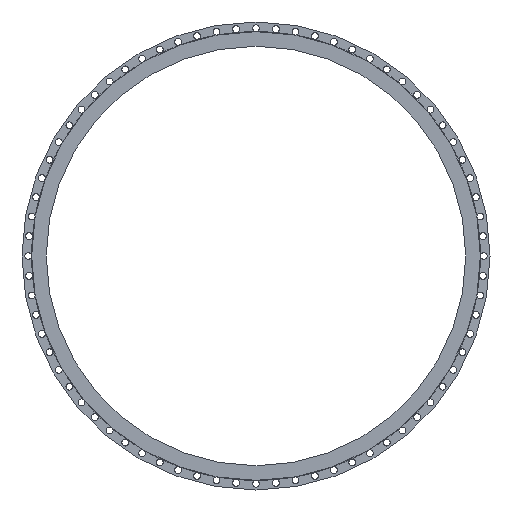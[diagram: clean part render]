
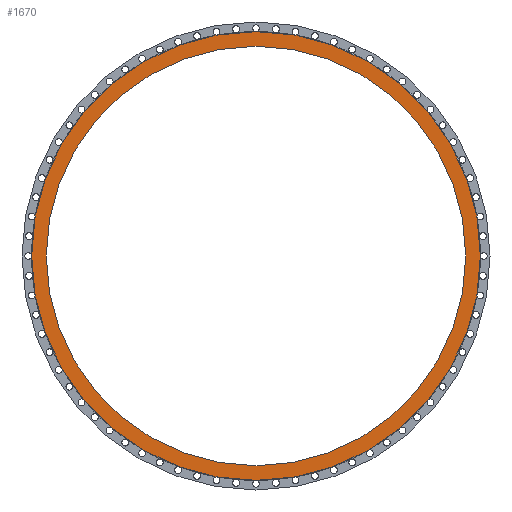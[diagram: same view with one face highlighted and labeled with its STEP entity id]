
A CAD part, left-side view. The second image highlights one B-rep face of the part: STEP entity #1670.
In plain terms, the highlighted planar face has unit normal (-1, 0, 0).
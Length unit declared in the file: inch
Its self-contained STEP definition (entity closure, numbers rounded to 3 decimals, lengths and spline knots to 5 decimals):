
#271 = DIRECTION ( 'NONE',  ( -1., 0., 0. ) ) ;
#329 = DIRECTION ( 'NONE',  ( 0., 0., 1. ) ) ;
#408 = DIRECTION ( 'NONE',  ( 0., 0., 1. ) ) ;
#498 = ORIENTED_EDGE ( 'NONE', *, *, #5702, .T. ) ;
#714 = CIRCLE ( 'NONE', #2167, 45.0625 ) ;
#744 = FACE_BOUND ( 'NONE', #938, .T. ) ;
#857 = CARTESIAN_POINT ( 'NONE',  ( -0.14414, 0., 0. ) ) ;
#874 = DIRECTION ( 'NONE',  ( -1., 0., 0. ) ) ;
#894 = CARTESIAN_POINT ( 'NONE',  ( -0.14414, 0., 0. ) ) ;
#898 = EDGE_CURVE ( 'NONE', #5324, #4571, #714, .T. ) ;
#938 = EDGE_LOOP ( 'NONE', ( #5571, #1110 ) ) ;
#996 = EDGE_LOOP ( 'NONE', ( #498, #5009 ) ) ;
#1110 = ORIENTED_EDGE ( 'NONE', *, *, #6835, .F. ) ;
#1127 = VERTEX_POINT ( 'NONE', #1662 ) ;
#1316 = DIRECTION ( 'NONE',  ( 0., 0., 1. ) ) ;
#1338 = CIRCLE ( 'NONE', #3800, 42.125 ) ;
#1482 = AXIS2_PLACEMENT_3D ( 'NONE', #6092, #1872, #1316 ) ;
#1662 = CARTESIAN_POINT ( 'NONE',  ( -0.14414, 0., -42.125 ) ) ;
#1670 = ADVANCED_FACE ( 'NONE', ( #3504, #744 ), #2380, .T. ) ;
#1872 = DIRECTION ( 'NONE',  ( -1., 0., 0. ) ) ;
#2148 = AXIS2_PLACEMENT_3D ( 'NONE', #857, #5118, #329 ) ;
#2167 = AXIS2_PLACEMENT_3D ( 'NONE', #894, #271, #408 ) ;
#2380 = PLANE ( 'NONE',  #2514 ) ;
#2417 = DIRECTION ( 'NONE',  ( 0., 0., 1. ) ) ;
#2514 = AXIS2_PLACEMENT_3D ( 'NONE', #5073, #2980, #2417 ) ;
#2980 = DIRECTION ( 'NONE',  ( -1., 0., 0. ) ) ;
#3039 = CIRCLE ( 'NONE', #2148, 45.0625 ) ;
#3504 = FACE_OUTER_BOUND ( 'NONE', #996, .T. ) ;
#3800 = AXIS2_PLACEMENT_3D ( 'NONE', #4022, #874, #4059 ) ;
#4022 = CARTESIAN_POINT ( 'NONE',  ( -0.14414, 0., 0. ) ) ;
#4059 = DIRECTION ( 'NONE',  ( 0., 0., 1. ) ) ;
#4435 = EDGE_CURVE ( 'NONE', #4940, #1127, #1338, .T. ) ;
#4571 = VERTEX_POINT ( 'NONE', #6216 ) ;
#4819 = CARTESIAN_POINT ( 'NONE',  ( -0.14414, 0., 42.125 ) ) ;
#4940 = VERTEX_POINT ( 'NONE', #4819 ) ;
#5009 = ORIENTED_EDGE ( 'NONE', *, *, #898, .T. ) ;
#5073 = CARTESIAN_POINT ( 'NONE',  ( -0.14414, 0., 0. ) ) ;
#5118 = DIRECTION ( 'NONE',  ( -1., 0., 0. ) ) ;
#5324 = VERTEX_POINT ( 'NONE', #6480 ) ;
#5571 = ORIENTED_EDGE ( 'NONE', *, *, #4435, .F. ) ;
#5702 = EDGE_CURVE ( 'NONE', #4571, #5324, #3039, .T. ) ;
#5931 = CIRCLE ( 'NONE', #1482, 42.125 ) ;
#6092 = CARTESIAN_POINT ( 'NONE',  ( -0.14414, 0., 0. ) ) ;
#6216 = CARTESIAN_POINT ( 'NONE',  ( -0.14414, 0., 45.0625 ) ) ;
#6480 = CARTESIAN_POINT ( 'NONE',  ( -0.14414, 0., -45.0625 ) ) ;
#6835 = EDGE_CURVE ( 'NONE', #1127, #4940, #5931, .T. ) ;
